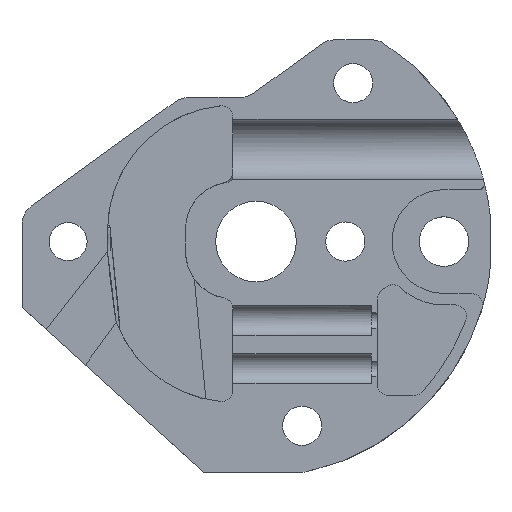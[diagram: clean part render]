
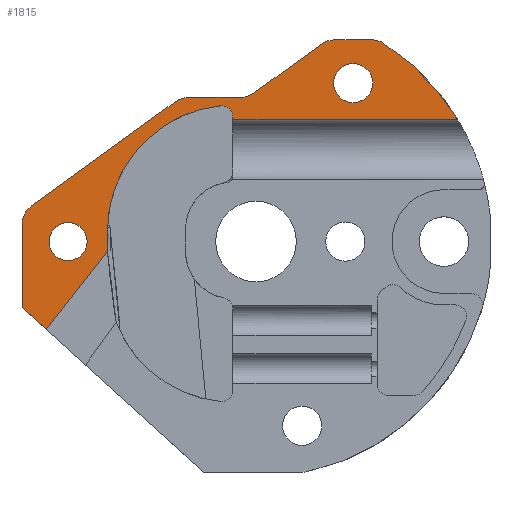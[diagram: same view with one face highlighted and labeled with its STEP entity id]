
A CAD part, top view. The second image highlights one B-rep face of the part: STEP entity #1815.
In plain terms, the highlighted planar face has unit normal (0, 0, 1).
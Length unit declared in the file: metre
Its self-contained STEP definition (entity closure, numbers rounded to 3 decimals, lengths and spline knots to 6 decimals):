
#17=PLANE('',#1945);
#111=LINE('',#2779,#292);
#112=LINE('',#2782,#293);
#113=LINE('',#2784,#294);
#114=LINE('',#2787,#295);
#115=LINE('',#2789,#296);
#116=LINE('',#2795,#297);
#117=LINE('',#2799,#298);
#118=LINE('',#2803,#299);
#119=LINE('',#2807,#300);
#120=LINE('',#2811,#301);
#292=VECTOR('',#2198,1.);
#293=VECTOR('',#2199,1.);
#294=VECTOR('',#2200,1.);
#295=VECTOR('',#2203,1.);
#296=VECTOR('',#2204,1.);
#297=VECTOR('',#2209,1.);
#298=VECTOR('',#2212,1.);
#299=VECTOR('',#2215,1.);
#300=VECTOR('',#2218,1.);
#301=VECTOR('',#2221,1.);
#506=ORIENTED_EDGE('',*,*,#1052,.T.);
#507=ORIENTED_EDGE('',*,*,#1053,.F.);
#508=ORIENTED_EDGE('',*,*,#1054,.T.);
#509=ORIENTED_EDGE('',*,*,#1055,.T.);
#510=ORIENTED_EDGE('',*,*,#1056,.F.);
#511=ORIENTED_EDGE('',*,*,#1009,.F.);
#512=ORIENTED_EDGE('',*,*,#1057,.T.);
#513=ORIENTED_EDGE('',*,*,#1058,.F.);
#514=ORIENTED_EDGE('',*,*,#1059,.T.);
#515=ORIENTED_EDGE('',*,*,#1060,.T.);
#516=ORIENTED_EDGE('',*,*,#1061,.T.);
#517=ORIENTED_EDGE('',*,*,#1062,.T.);
#518=ORIENTED_EDGE('',*,*,#1063,.T.);
#519=ORIENTED_EDGE('',*,*,#1064,.T.);
#520=ORIENTED_EDGE('',*,*,#1065,.T.);
#521=ORIENTED_EDGE('',*,*,#1066,.T.);
#522=ORIENTED_EDGE('',*,*,#1067,.T.);
#523=ORIENTED_EDGE('',*,*,#1068,.T.);
#524=ORIENTED_EDGE('',*,*,#1069,.T.);
#525=ORIENTED_EDGE('',*,*,#1070,.T.);
#1009=EDGE_CURVE('',#1283,#1284,#1458,.T.);
#1052=EDGE_CURVE('',#1324,#1324,#1479,.T.);
#1053=EDGE_CURVE('',#1325,#1325,#1480,.T.);
#1054=EDGE_CURVE('',#1326,#1327,#111,.T.);
#1055=EDGE_CURVE('',#1327,#1328,#112,.T.);
#1056=EDGE_CURVE('',#1284,#1328,#113,.T.);
#1057=EDGE_CURVE('',#1283,#1329,#1481,.T.);
#1058=EDGE_CURVE('',#1330,#1329,#114,.T.);
#1059=EDGE_CURVE('',#1330,#1331,#115,.T.);
#1060=EDGE_CURVE('',#1331,#1332,#1482,.T.);
#1061=EDGE_CURVE('',#1332,#1333,#1483,.T.);
#1062=EDGE_CURVE('',#1333,#1334,#116,.T.);
#1063=EDGE_CURVE('',#1334,#1335,#1484,.T.);
#1064=EDGE_CURVE('',#1335,#1336,#117,.T.);
#1065=EDGE_CURVE('',#1336,#1337,#1485,.T.);
#1066=EDGE_CURVE('',#1337,#1338,#118,.T.);
#1067=EDGE_CURVE('',#1338,#1339,#1486,.T.);
#1068=EDGE_CURVE('',#1339,#1340,#119,.T.);
#1069=EDGE_CURVE('',#1340,#1341,#1487,.T.);
#1070=EDGE_CURVE('',#1341,#1326,#120,.T.);
#1283=VERTEX_POINT('',#2685);
#1284=VERTEX_POINT('',#2687);
#1324=VERTEX_POINT('',#2776);
#1325=VERTEX_POINT('',#2778);
#1326=VERTEX_POINT('',#2780);
#1327=VERTEX_POINT('',#2781);
#1328=VERTEX_POINT('',#2783);
#1329=VERTEX_POINT('',#2786);
#1330=VERTEX_POINT('',#2788);
#1331=VERTEX_POINT('',#2790);
#1332=VERTEX_POINT('',#2792);
#1333=VERTEX_POINT('',#2794);
#1334=VERTEX_POINT('',#2796);
#1335=VERTEX_POINT('',#2798);
#1336=VERTEX_POINT('',#2800);
#1337=VERTEX_POINT('',#2802);
#1338=VERTEX_POINT('',#2804);
#1339=VERTEX_POINT('',#2806);
#1340=VERTEX_POINT('',#2808);
#1341=VERTEX_POINT('',#2810);
#1458=CIRCLE('',#1922,0.010883);
#1479=CIRCLE('',#1946,0.0017);
#1480=CIRCLE('',#1947,0.00165);
#1481=CIRCLE('',#1948,0.001);
#1482=CIRCLE('',#1949,0.020453);
#1483=CIRCLE('',#1950,0.002);
#1484=CIRCLE('',#1951,0.002);
#1485=CIRCLE('',#1952,0.002);
#1486=CIRCLE('',#1953,0.002);
#1487=CIRCLE('',#1954,0.002);
#1543=EDGE_LOOP('',(#506));
#1544=EDGE_LOOP('',(#507));
#1545=EDGE_LOOP('',(#508,#509,#510,#511,#512,#513,#514,#515,#516,#517,#518,
#519,#520,#521,#522,#523,#524,#525));
#1661=FACE_BOUND('',#1543,.T.);
#1662=FACE_BOUND('',#1544,.T.);
#1663=FACE_BOUND('',#1545,.T.);
#1815=ADVANCED_FACE('',(#1661,#1662,#1663),#17,.T.);
#1922=AXIS2_PLACEMENT_3D('',#2686,#2125,#2126);
#1945=AXIS2_PLACEMENT_3D('',#2774,#2192,#2193);
#1946=AXIS2_PLACEMENT_3D('',#2775,#2194,#2195);
#1947=AXIS2_PLACEMENT_3D('',#2777,#2196,#2197);
#1948=AXIS2_PLACEMENT_3D('',#2785,#2201,#2202);
#1949=AXIS2_PLACEMENT_3D('',#2791,#2205,#2206);
#1950=AXIS2_PLACEMENT_3D('',#2793,#2207,#2208);
#1951=AXIS2_PLACEMENT_3D('',#2797,#2210,#2211);
#1952=AXIS2_PLACEMENT_3D('',#2801,#2213,#2214);
#1953=AXIS2_PLACEMENT_3D('',#2805,#2216,#2217);
#1954=AXIS2_PLACEMENT_3D('',#2809,#2219,#2220);
#2125=DIRECTION('',(0.,0.,1.));
#2126=DIRECTION('',(1.,0.,0.));
#2192=DIRECTION('',(0.,0.,1.));
#2193=DIRECTION('',(1.,0.,0.));
#2194=DIRECTION('',(0.,0.,-1.));
#2195=DIRECTION('',(-1.,0.,0.));
#2196=DIRECTION('',(0.,0.,1.));
#2197=DIRECTION('',(1.,0.,0.));
#2198=DIRECTION('',(0.741,-0.671,0.));
#2199=DIRECTION('',(0.619,0.786,0.));
#2200=DIRECTION('',(0.,-1.,0.));
#2201=DIRECTION('',(0.,0.,-1.));
#2202=DIRECTION('',(-1.,0.,0.));
#2203=DIRECTION('',(0.,1.,0.));
#2204=DIRECTION('',(1.,0.,0.));
#2205=DIRECTION('',(0.,0.,1.));
#2206=DIRECTION('',(1.,0.,0.));
#2207=DIRECTION('',(0.,0.,1.));
#2208=DIRECTION('',(-1.,0.,0.));
#2209=DIRECTION('',(-1.,0.,0.));
#2210=DIRECTION('',(0.,0.,1.));
#2211=DIRECTION('',(-1.,0.,0.));
#2212=DIRECTION('',(-0.81,-0.587,0.));
#2213=DIRECTION('',(0.,0.,-1.));
#2214=DIRECTION('',(-1.,0.,0.));
#2215=DIRECTION('',(-1.,0.,0.));
#2216=DIRECTION('',(0.,0.,1.));
#2217=DIRECTION('',(-1.,0.,0.));
#2218=DIRECTION('',(-0.81,-0.587,0.));
#2219=DIRECTION('',(0.,0.,1.));
#2220=DIRECTION('',(-1.,0.,0.));
#2221=DIRECTION('',(0.,-1.,0.));
#2685=CARTESIAN_POINT('',(-0.003101,0.011777,0.0035));
#2686=CARTESIAN_POINT('',(-0.002,0.00095,0.0035));
#2687=CARTESIAN_POINT('',(-0.012883,0.00095,0.0035));
#2774=CARTESIAN_POINT('',(-0.000243,-0.00125,0.0035));
#2775=CARTESIAN_POINT('',(0.008426,0.01375,0.0035));
#2776=CARTESIAN_POINT('',(0.006726,0.01375,0.0035));
#2777=CARTESIAN_POINT('',(-0.0163,0.,0.0035));
#2778=CARTESIAN_POINT('',(-0.01465,0.,0.0035));
#2779=CARTESIAN_POINT('',(-0.012427,-0.012869,0.0035));
#2780=CARTESIAN_POINT('',(-0.0203,-0.005738,0.0035));
#2781=CARTESIAN_POINT('',(-0.018211,-0.00763,0.0035));
#2782=CARTESIAN_POINT('',(-0.015547,-0.004246,0.0035));
#2783=CARTESIAN_POINT('',(-0.012883,-0.000861,0.0035));
#2784=CARTESIAN_POINT('',(-0.012883,0.00095,0.0035));
#2785=CARTESIAN_POINT('',(-0.003,0.010782,0.0035));
#2786=CARTESIAN_POINT('',(-0.002,0.010782,0.0035));
#2787=CARTESIAN_POINT('',(-0.002,0.008,0.0035));
#2788=CARTESIAN_POINT('',(-0.002,0.010627,0.0035));
#2789=CARTESIAN_POINT('',(-0.002,0.010627,0.0035));
#2790=CARTESIAN_POINT('',(0.017476,0.010627,0.0035));
#2791=CARTESIAN_POINT('',(0.,0.,0.0035));
#2792=CARTESIAN_POINT('',(0.011099,0.01718,0.0035));
#2793=CARTESIAN_POINT('',(0.010014,0.0155,0.0035));
#2794=CARTESIAN_POINT('',(0.010014,0.0175,0.0035));
#2795=CARTESIAN_POINT('',(0.006189,0.0175,0.0035));
#2796=CARTESIAN_POINT('',(0.006838,0.0175,0.0035));
#2797=CARTESIAN_POINT('',(0.006838,0.0155,0.0035));
#2798=CARTESIAN_POINT('',(0.005664,0.017119,0.0035));
#2799=CARTESIAN_POINT('',(-0.000711,0.0125,0.0035));
#2800=CARTESIAN_POINT('',(-0.000186,0.012881,0.0035));
#2801=CARTESIAN_POINT('',(-0.001359,0.0145,0.0035));
#2802=CARTESIAN_POINT('',(-0.001359,0.0125,0.0035));
#2803=CARTESIAN_POINT('',(-0.0065,0.0125,0.0035));
#2804=CARTESIAN_POINT('',(-0.005852,0.0125,0.0035));
#2805=CARTESIAN_POINT('',(-0.005852,0.0105,0.0035));
#2806=CARTESIAN_POINT('',(-0.007025,0.012119,0.0035));
#2807=CARTESIAN_POINT('',(-0.0203,0.0025,0.0035));
#2808=CARTESIAN_POINT('',(-0.019474,0.003099,0.0035));
#2809=CARTESIAN_POINT('',(-0.0183,0.001479,0.0035));
#2810=CARTESIAN_POINT('',(-0.0203,0.001479,0.0035));
#2811=CARTESIAN_POINT('',(-0.0203,-0.003676,0.0035));
